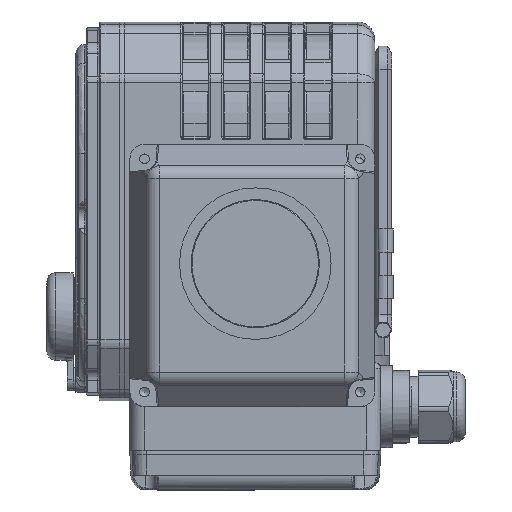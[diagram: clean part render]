
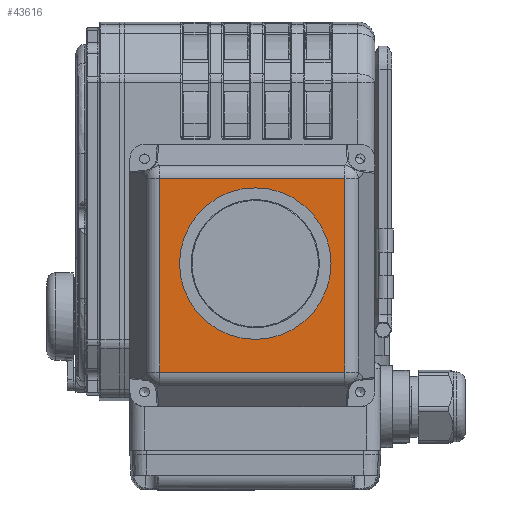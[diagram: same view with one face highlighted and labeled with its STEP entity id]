
A CAD part, top view. The second image highlights one B-rep face of the part: STEP entity #43616.
In plain terms, the highlighted face is planar.
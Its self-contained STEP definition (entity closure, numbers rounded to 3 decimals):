
#1617=PLANE('',#47267);
#3689=CIRCLE('',#47268,26.);
#12114=ORIENTED_EDGE('',*,*,#20770,.F.);
#12115=ORIENTED_EDGE('',*,*,#20743,.T.);
#12116=ORIENTED_EDGE('',*,*,#20755,.T.);
#12117=ORIENTED_EDGE('',*,*,#20757,.F.);
#12118=ORIENTED_EDGE('',*,*,#20754,.F.);
#20743=EDGE_CURVE('',#25596,#25601,#29343,.T.);
#20754=EDGE_CURVE('',#25596,#25593,#29354,.T.);
#20755=EDGE_CURVE('',#25601,#25592,#29355,.T.);
#20757=EDGE_CURVE('',#25593,#25592,#29357,.T.);
#20770=EDGE_CURVE('',#25619,#25619,#3689,.T.);
#25592=VERTEX_POINT('',#76908);
#25593=VERTEX_POINT('',#76912);
#25596=VERTEX_POINT('',#76922);
#25601=VERTEX_POINT('',#76938);
#25619=VERTEX_POINT('',#77042);
#29343=LINE('',#76989,#32567);
#29354=LINE('',#77009,#32578);
#29355=LINE('',#77011,#32579);
#29357=LINE('',#77014,#32581);
#32567=VECTOR('',#56453,1000.);
#32578=VECTOR('',#56474,1000.);
#32579=VECTOR('',#56477,1000.);
#32581=VECTOR('',#56481,1000.);
#35403=EDGE_LOOP('',(#12114));
#35404=EDGE_LOOP('',(#12115,#12116,#12117,#12118));
#38419=FACE_BOUND('',#35403,.T.);
#38420=FACE_BOUND('',#35404,.T.);
#43616=ADVANCED_FACE('',(#38419,#38420),#1617,.F.);
#47267=AXIS2_PLACEMENT_3D('',#77040,#56516,#56517);
#47268=AXIS2_PLACEMENT_3D('',#77041,#56518,#56519);
#56453=DIRECTION('',(0.,0.,-1.));
#56474=DIRECTION('',(-1.,0.,0.));
#56477=DIRECTION('',(-1.,0.,0.));
#56481=DIRECTION('',(0.,0.,-1.));
#56516=DIRECTION('',(0.,-1.,0.));
#56517=DIRECTION('',(0.,0.,-1.));
#56518=DIRECTION('',(0.,1.,0.));
#56519=DIRECTION('',(0.,0.,-1.));
#76908=CARTESIAN_POINT('',(-33.188,25.5,-31.766));
#76912=CARTESIAN_POINT('',(-33.188,25.5,31.766));
#76922=CARTESIAN_POINT('',(33.188,25.5,31.766));
#76938=CARTESIAN_POINT('',(33.188,25.5,-31.766));
#76989=CARTESIAN_POINT('',(33.188,25.5,60.));
#77009=CARTESIAN_POINT('',(60.,25.5,31.766));
#77011=CARTESIAN_POINT('',(60.,25.5,-31.766));
#77014=CARTESIAN_POINT('',(-33.188,25.5,60.));
#77040=CARTESIAN_POINT('',(60.,25.5,-31.766));
#77041=CARTESIAN_POINT('',(-4.,25.5,-1.));
#77042=CARTESIAN_POINT('',(-4.,25.5,-27.));
